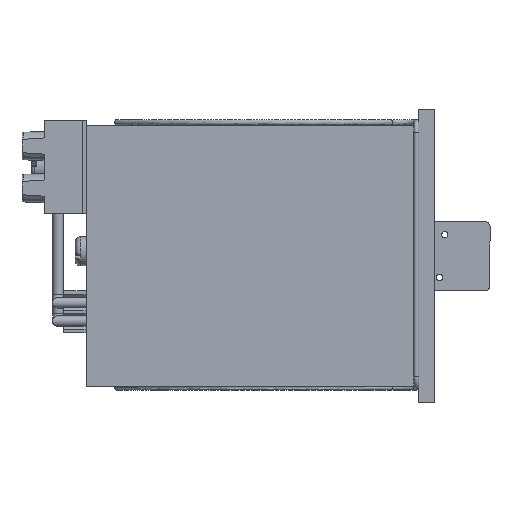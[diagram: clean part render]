
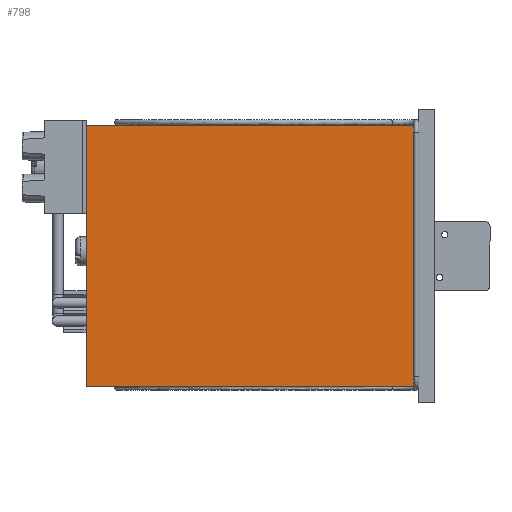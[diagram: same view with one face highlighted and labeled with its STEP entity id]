
A CAD part, front view. The second image highlights one B-rep face of the part: STEP entity #798.
In plain terms, the highlighted face is planar.
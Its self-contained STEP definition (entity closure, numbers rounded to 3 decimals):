
#798 = ADVANCED_FACE( '', ( #1850 ), #1851, .T. );
#1850 = FACE_OUTER_BOUND( '', #3407, .T. );
#1851 = PLANE( '', #3408 );
#3407 = EDGE_LOOP( '', ( #11142, #11143, #11144, #11145 ) );
#3408 = AXIS2_PLACEMENT_3D( '', #11146, #11147, #11148 );
#11142 = ORIENTED_EDGE( '', *, *, #15384, .T. );
#11143 = ORIENTED_EDGE( '', *, *, #15385, .T. );
#11144 = ORIENTED_EDGE( '', *, *, #15386, .F. );
#11145 = ORIENTED_EDGE( '', *, *, #15387, .T. );
#11146 = CARTESIAN_POINT( '', ( 24.892, 12.192, -63.5 ) );
#11147 = DIRECTION( '', ( 0., 1., 0. ) );
#11148 = DIRECTION( '', ( -1., 0., 0. ) );
#15384 = EDGE_CURVE( '', #17008, #17009, #17010, .T. );
#15385 = EDGE_CURVE( '', #17009, #17011, #17012, .T. );
#15386 = EDGE_CURVE( '', #17013, #17011, #17014, .T. );
#15387 = EDGE_CURVE( '', #17013, #17008, #17015, .T. );
#17008 = VERTEX_POINT( '', #19476 );
#17009 = VERTEX_POINT( '', #19477 );
#17010 = LINE( '', #19478, #19479 );
#17011 = VERTEX_POINT( '', #19480 );
#17012 = LINE( '', #19481, #19482 );
#17013 = VERTEX_POINT( '', #19483 );
#17014 = LINE( '', #19484, #19485 );
#17015 = LINE( '', #19486, #19487 );
#19476 = CARTESIAN_POINT( '', ( -24.892, 12.192, -63.2 ) );
#19477 = CARTESIAN_POINT( '', ( -24.892, 12.192, 0. ) );
#19478 = CARTESIAN_POINT( '', ( -24.892, 12.192, -63.5 ) );
#19479 = VECTOR( '', #25549, 1000. );
#19480 = CARTESIAN_POINT( '', ( 24.892, 12.192, 0. ) );
#19481 = CARTESIAN_POINT( '', ( 27.94, 12.192, 0. ) );
#19482 = VECTOR( '', #25550, 1000. );
#19483 = CARTESIAN_POINT( '', ( 24.892, 12.192, -63.2 ) );
#19484 = CARTESIAN_POINT( '', ( 24.892, 12.192, -63.5 ) );
#19485 = VECTOR( '', #25551, 1000. );
#19486 = CARTESIAN_POINT( '', ( 24.892, 12.192, -63.2 ) );
#19487 = VECTOR( '', #25552, 1000. );
#25549 = DIRECTION( '', ( 0., 0., 1. ) );
#25550 = DIRECTION( '', ( 1., 0., 0. ) );
#25551 = DIRECTION( '', ( 0., 0., 1. ) );
#25552 = DIRECTION( '', ( -1., 0., 0. ) );
